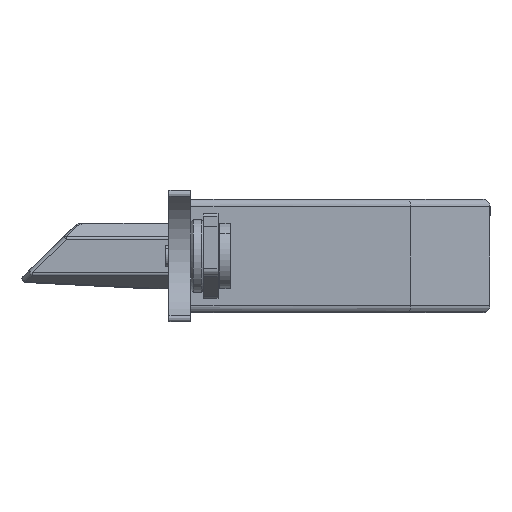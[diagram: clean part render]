
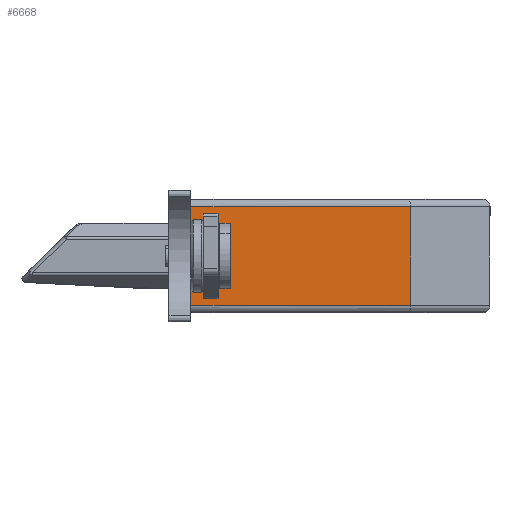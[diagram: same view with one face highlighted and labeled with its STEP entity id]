
A CAD part, front view. The second image highlights one B-rep face of the part: STEP entity #6668.
In plain terms, the highlighted face is planar.
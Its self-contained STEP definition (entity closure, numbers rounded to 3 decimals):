
#37 = VECTOR ( 'NONE', #8104, 1000. ) ;
#289 = VECTOR ( 'NONE', #1764, 1000. ) ;
#354 = DIRECTION ( 'NONE',  ( 0., -1., 0. ) ) ;
#984 = AXIS2_PLACEMENT_3D ( 'NONE', #1382, #3581, #8667 ) ;
#1226 = ORIENTED_EDGE ( 'NONE', *, *, #5093, .F. ) ;
#1382 = CARTESIAN_POINT ( 'NONE',  ( -33.75, -41.5, -7.75 ) ) ;
#1497 = VERTEX_POINT ( 'NONE', #2521 ) ;
#1670 = LINE ( 'NONE', #3113, #289 ) ;
#1764 = DIRECTION ( 'NONE',  ( 0., 0., 1. ) ) ;
#2411 = VERTEX_POINT ( 'NONE', #5853 ) ;
#2433 = LINE ( 'NONE', #4628, #5456 ) ;
#2493 = ORIENTED_EDGE ( 'NONE', *, *, #8468, .T. ) ;
#2521 = CARTESIAN_POINT ( 'NONE',  ( -33.75, -0.7, -6.75 ) ) ;
#3012 = LINE ( 'NONE', #4395, #37 ) ;
#3113 = CARTESIAN_POINT ( 'NONE',  ( -33.75, -0.7, -7.75 ) ) ;
#3394 = EDGE_LOOP ( 'NONE', ( #1226, #7458, #3963, #2493 ) ) ;
#3581 = DIRECTION ( 'NONE',  ( -1., 0., 0. ) ) ;
#3691 = VERTEX_POINT ( 'NONE', #7896 ) ;
#3963 = ORIENTED_EDGE ( 'NONE', *, *, #8739, .T. ) ;
#4395 = CARTESIAN_POINT ( 'NONE',  ( -33.75, -30.7, -7.75 ) ) ;
#4476 = LINE ( 'NONE', #9181, #7014 ) ;
#4628 = CARTESIAN_POINT ( 'NONE',  ( -33.75, -41.5, -6.75 ) ) ;
#4683 = DIRECTION ( 'NONE',  ( 0., 1., 0. ) ) ;
#5093 = EDGE_CURVE ( 'NONE', #1497, #6850, #1670, .T. ) ;
#5142 = EDGE_CURVE ( 'NONE', #1497, #2411, #2433, .T. ) ;
#5456 = VECTOR ( 'NONE', #354, 1000. ) ;
#5853 = CARTESIAN_POINT ( 'NONE',  ( -33.75, -30.7, -6.75 ) ) ;
#6668 = ADVANCED_FACE ( 'NONE', ( #8722 ), #7910, .T. ) ;
#6850 = VERTEX_POINT ( 'NONE', #9275 ) ;
#7014 = VECTOR ( 'NONE', #4683, 1000. ) ;
#7458 = ORIENTED_EDGE ( 'NONE', *, *, #5142, .T. ) ;
#7896 = CARTESIAN_POINT ( 'NONE',  ( -33.75, -30.7, 6.75 ) ) ;
#7910 = PLANE ( 'NONE',  #984 ) ;
#8104 = DIRECTION ( 'NONE',  ( 0., 0., 1. ) ) ;
#8468 = EDGE_CURVE ( 'NONE', #3691, #6850, #4476, .T. ) ;
#8667 = DIRECTION ( 'NONE',  ( 0., 0., 1. ) ) ;
#8722 = FACE_OUTER_BOUND ( 'NONE', #3394, .T. ) ;
#8739 = EDGE_CURVE ( 'NONE', #2411, #3691, #3012, .T. ) ;
#9181 = CARTESIAN_POINT ( 'NONE',  ( -33.75, -0.7, 6.75 ) ) ;
#9275 = CARTESIAN_POINT ( 'NONE',  ( -33.75, -0.7, 6.75 ) ) ;
